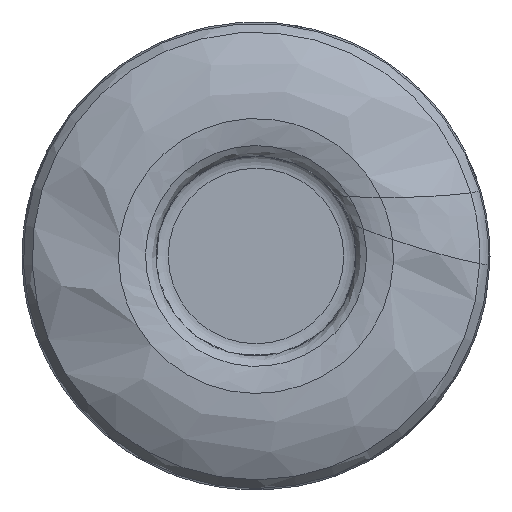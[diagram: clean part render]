
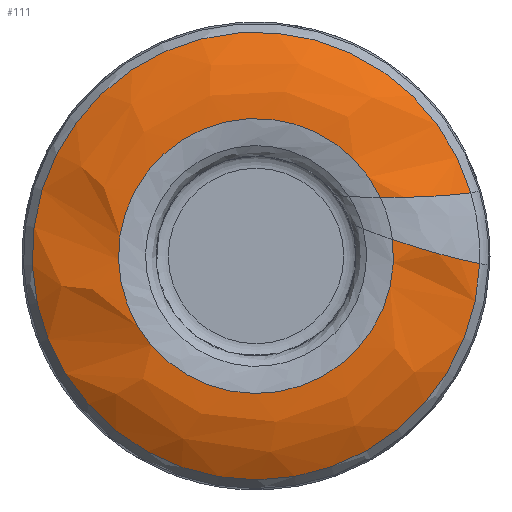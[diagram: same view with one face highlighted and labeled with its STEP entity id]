
A CAD part, left-side view. The second image highlights one B-rep face of the part: STEP entity #111.
In plain terms, the highlighted free-form (B-spline) face has degree [3, 3] with [4, 7] control points.
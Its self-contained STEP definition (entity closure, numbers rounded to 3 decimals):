
#111=ADVANCED_FACE('',(#175),#151,.F.);
#151=(
BOUNDED_SURFACE()
B_SPLINE_SURFACE(3,3,((#1079,#1080,#1081,#1082,#1083,#1084,#1085),(#1086,
#1087,#1088,#1089,#1090,#1091,#1092),(#1093,#1094,#1095,#1096,#1097,#1098,
#1099),(#1100,#1101,#1102,#1103,#1104,#1105,#1106)),.UNSPECIFIED.,.F.,.F.,
 .F.)
B_SPLINE_SURFACE_WITH_KNOTS((4,4),(4,3,4),(0.,1.),(0.,0.5,1.),
 .UNSPECIFIED.)
GEOMETRIC_REPRESENTATION_ITEM()
RATIONAL_B_SPLINE_SURFACE(((1.,0.387,0.387,1.,0.387,
0.387,1.),(0.961,0.372,0.372,
0.961,0.372,0.372,0.961),
(0.961,0.372,0.372,0.961,
0.372,0.372,0.961),(1.,0.387,
0.387,1.,0.387,0.387,1.)))
REPRESENTATION_ITEM('')
SURFACE()
);
#175=FACE_OUTER_BOUND('',#201,.T.);
#201=EDGE_LOOP('',(#359,#360,#361,#362));
#251=CIRCLE('',#547,6.);
#252=CIRCLE('',#548,6.);
#275=CIRCLE('',#571,5.876);
#276=CIRCLE('',#572,9.566);
#359=ORIENTED_EDGE('',*,*,#477,.F.);
#360=ORIENTED_EDGE('',*,*,#504,.F.);
#361=ORIENTED_EDGE('',*,*,#478,.F.);
#362=ORIENTED_EDGE('',*,*,#503,.T.);
#431=VERTEX_POINT('',#822);
#432=VERTEX_POINT('',#823);
#433=VERTEX_POINT('',#843);
#434=VERTEX_POINT('',#844);
#477=EDGE_CURVE('',#433,#431,#251,.T.);
#478=EDGE_CURVE('',#432,#434,#252,.T.);
#503=EDGE_CURVE('',#432,#431,#275,.T.);
#504=EDGE_CURVE('',#434,#433,#276,.T.);
#547=AXIS2_PLACEMENT_3D('',#845,#637,#638);
#548=AXIS2_PLACEMENT_3D('',#846,#639,#640);
#571=AXIS2_PLACEMENT_3D('',#1049,#687,#688);
#572=AXIS2_PLACEMENT_3D('',#1078,#689,#690);
#637=DIRECTION('',(0.174,0.,-0.985));
#638=DIRECTION('',(0.985,0.,0.174));
#639=DIRECTION('',(-0.174,-0.31,0.935));
#640=DIRECTION('',(0.985,-0.055,0.165));
#687=DIRECTION('',(1.,0.,0.));
#688=DIRECTION('',(0.,-0.993,0.12));
#689=DIRECTION('',(1.,0.,0.));
#690=DIRECTION('',(0.,-0.999,-0.034));
#822=CARTESIAN_POINT('',(0.009,-5.317,2.502));
#823=CARTESIAN_POINT('',(0.009,-5.834,0.703));
#843=CARTESIAN_POINT('',(1.135,-9.177,2.7));
#844=CARTESIAN_POINT('',(1.135,-9.561,-0.323));
#845=CARTESIAN_POINT('',(5.909,-5.642,3.542));
#846=CARTESIAN_POINT('',(5.909,-6.469,1.588));
#1049=CARTESIAN_POINT('',(0.009,0.,0.));
#1078=CARTESIAN_POINT('',(1.135,0.,0.));
#1079=CARTESIAN_POINT('',(0.009,-5.834,0.703));
#1080=CARTESIAN_POINT('',(0.009,-7.042,-9.326));
#1081=CARTESIAN_POINT('',(0.009,2.858,-11.331));
#1082=CARTESIAN_POINT('',(0.009,5.648,-1.623));
#1083=CARTESIAN_POINT('',(0.009,8.437,8.085));
#1084=CARTESIAN_POINT('',(0.009,-1.017,11.641));
#1085=CARTESIAN_POINT('',(0.009,-5.317,2.502));
#1086=CARTESIAN_POINT('',(-0.066,-7.153,0.252));
#1087=CARTESIAN_POINT('',(-0.066,-7.586,-12.044));
#1088=CARTESIAN_POINT('',(-0.066,4.636,-13.458));
#1089=CARTESIAN_POINT('',(-0.066,7.022,-1.388));
#1090=CARTESIAN_POINT('',(-0.066,9.407,10.682));
#1091=CARTESIAN_POINT('',(-0.066,-2.433,14.024));
#1092=CARTESIAN_POINT('',(-0.066,-6.711,2.488));
#1093=CARTESIAN_POINT('',(0.325,-8.445,-0.104));
#1094=CARTESIAN_POINT('',(0.325,-8.267,-14.621));
#1095=CARTESIAN_POINT('',(0.325,6.218,-15.603));
#1096=CARTESIAN_POINT('',(0.325,8.354,-1.243));
#1097=CARTESIAN_POINT('',(0.325,10.49,13.118));
#1098=CARTESIAN_POINT('',(0.325,-3.654,16.394));
#1099=CARTESIAN_POINT('',(0.325,-8.049,2.557));
#1100=CARTESIAN_POINT('',(1.135,-9.561,-0.323));
#1101=CARTESIAN_POINT('',(1.135,-9.006,-16.758));
#1102=CARTESIAN_POINT('',(1.135,7.421,-17.517));
#1103=CARTESIAN_POINT('',(1.135,9.49,-1.204));
#1104=CARTESIAN_POINT('',(1.135,11.56,15.109));
#1105=CARTESIAN_POINT('',(1.135,-4.536,18.476));
#1106=CARTESIAN_POINT('',(1.135,-9.177,2.7));
